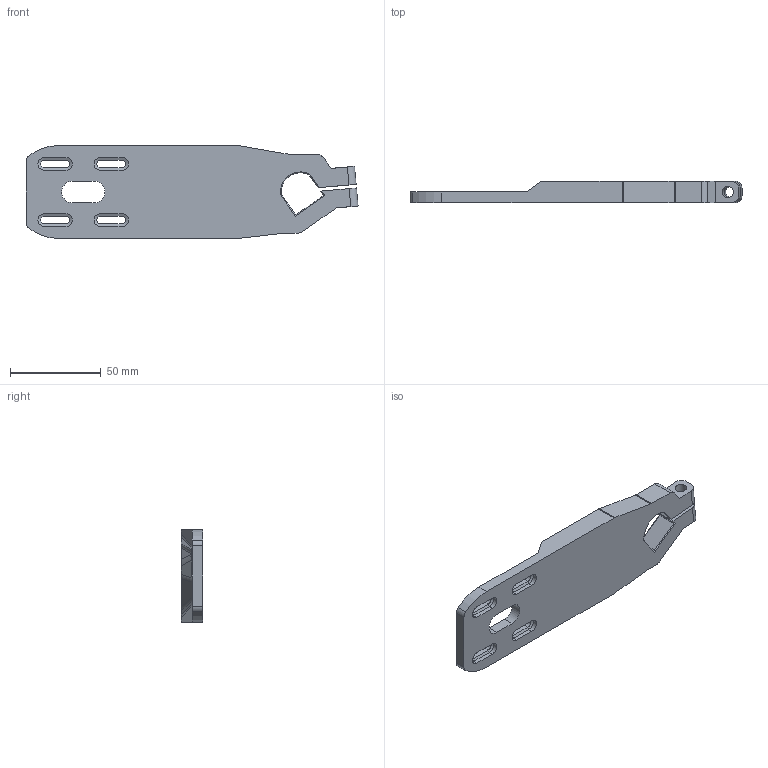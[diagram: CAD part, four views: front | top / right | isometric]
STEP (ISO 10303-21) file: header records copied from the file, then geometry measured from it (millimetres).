
FILE_DESCRIPTION(/* description */ (''),/* implementation_level */ '2;1');
FILE_NAME(/* name */ 'right forward.stp',/* time_stamp */ '2025-08-17T19:12:23-07:00',/* author */ ('devan'),/* organization */ (''),/* preprocessor_version */ 'ST-DEVELOPER v20',/* originating_system */ 'Autodesk Inventor 2025',/* authorisation */ '');
FILE_SCHEMA (('AUTOMOTIVE_DESIGN { 1 0 10303 214 3 1 1 }'));
Length unit declared in the file: millimetre
Products named in the file (1): new mount
Bounding box: 183.43 x 12 x 51.2 mm (x, y, z)
Volume: 58197.1 mm3; surface area: 22391.3 mm2
Topology: 1 solids, 1 shells, 119 faces, 320 edges, 215 vertices
Faces by surface type: plane 65, cylinder 43, cone 10, bspline 1
Full cylindrical faces by diameter (mm): 6.3 x2
Entity records: 3787 total; most frequent: CARTESIAN_POINT 691, DIRECTION 641, ORIENTED_EDGE 620, EDGE_CURVE 310, LINE 215, VECTOR 215, AXIS2_PLACEMENT_3D 213, VERTEX_POINT 193
